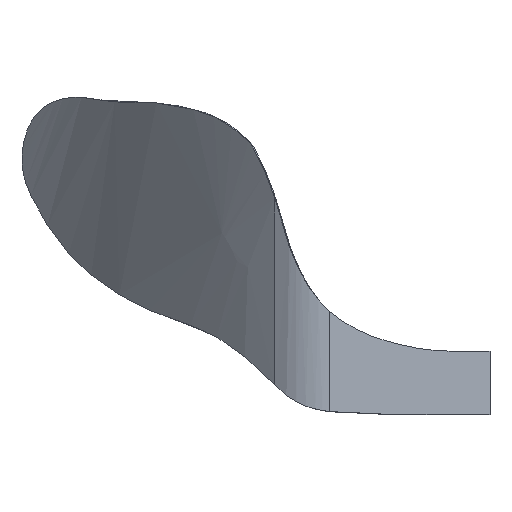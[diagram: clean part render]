
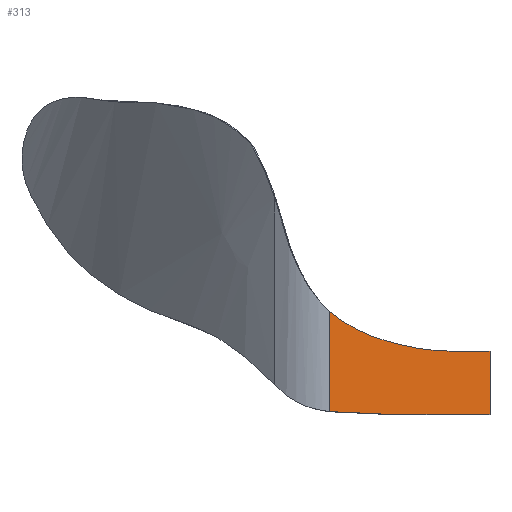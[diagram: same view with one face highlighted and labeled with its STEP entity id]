
A CAD part, top view. The second image highlights one B-rep face of the part: STEP entity #313.
In plain terms, the highlighted planar face has unit normal (0, 0.072, 0.997).
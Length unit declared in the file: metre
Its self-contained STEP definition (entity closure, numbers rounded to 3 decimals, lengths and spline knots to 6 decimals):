
#22=LINE('',#862,#35);
#27=LINE('',#882,#40);
#30=LINE('',#888,#43);
#32=LINE('',#1587,#45);
#35=VECTOR('',#341,1.);
#40=VECTOR('',#348,1.);
#43=VECTOR('',#353,1.);
#45=VECTOR('',#357,1.);
#51=PLANE('',#334);
#118=ORIENTED_EDGE('',*,*,#156,.T.);
#119=ORIENTED_EDGE('',*,*,#163,.T.);
#120=ORIENTED_EDGE('',*,*,#166,.F.);
#121=ORIENTED_EDGE('',*,*,#169,.T.);
#122=ORIENTED_EDGE('',*,*,#185,.F.);
#123=ORIENTED_EDGE('',*,*,#155,.F.);
#124=ORIENTED_EDGE('',*,*,#157,.F.);
#155=EDGE_CURVE('',#197,#195,#228,.F.);
#156=EDGE_CURVE('',#198,#199,#22,.T.);
#157=EDGE_CURVE('',#198,#197,#229,.T.);
#163=EDGE_CURVE('',#199,#203,#27,.T.);
#166=EDGE_CURVE('',#205,#203,#30,.T.);
#169=EDGE_CURVE('',#205,#207,#233,.F.);
#185=EDGE_CURVE('',#195,#207,#32,.F.);
#195=VERTEX_POINT('',#791);
#197=VERTEX_POINT('',#856);
#198=VERTEX_POINT('',#863);
#199=VERTEX_POINT('',#864);
#203=VERTEX_POINT('',#881);
#205=VERTEX_POINT('',#887);
#207=VERTEX_POINT('',#907);
#228=B_SPLINE_CURVE_WITH_KNOTS('',3,(#857,#858,#859,#860),.UNSPECIFIED.,
 .F.,.F.,(4,4),(0.,1.),.UNSPECIFIED.);
#229=B_SPLINE_CURVE_WITH_KNOTS('',3,(#865,#866,#867,#868),.UNSPECIFIED.,
 .F.,.F.,(4,4),(0.,1.),.UNSPECIFIED.);
#233=B_SPLINE_CURVE_WITH_KNOTS('',3,(#908,#909,#910,#911,#912),
 .UNSPECIFIED.,.F.,.F.,(4,1,4),(0.,0.500678,1.),.UNSPECIFIED.);
#263=EDGE_LOOP('',(#118,#119,#120,#121,#122,#123,#124));
#282=FACE_BOUND('',#263,.T.);
#313=ADVANCED_FACE('',(#282),#51,.T.);
#334=AXIS2_PLACEMENT_3D('',#1588,#358,#359);
#341=DIRECTION('',(1.,0.,0.));
#348=DIRECTION('',(0.,0.997,-0.072));
#353=DIRECTION('',(1.,0.,0.));
#357=DIRECTION('',(0.,-0.997,0.072));
#358=DIRECTION('',(0.,0.072,0.997));
#359=DIRECTION('',(0.,-0.997,0.072));
#791=CARTESIAN_POINT('',(-0.1387,-0.686774,-0.151506));
#856=CARTESIAN_POINT('',(-0.086596,-0.689216,-0.151329));
#857=CARTESIAN_POINT('',(-0.186266,-0.662404,-0.153276));
#858=CARTESIAN_POINT('',(-0.159436,-0.691381,-0.151171));
#859=CARTESIAN_POINT('',(-0.1387,-0.689216,-0.151329));
#860=CARTESIAN_POINT('',(-0.034492,-0.689216,-0.151329));
#862=CARTESIAN_POINT('',(-0.034492,-0.689216,-0.151329));
#863=CARTESIAN_POINT('',(-0.034492,-0.689216,-0.151329));
#864=CARTESIAN_POINT('',(0.,-0.689216,-0.151329));
#865=CARTESIAN_POINT('',(-0.034492,-0.689216,-0.151329));
#866=CARTESIAN_POINT('',(-0.05186,-0.689216,-0.151329));
#867=CARTESIAN_POINT('',(-0.069228,-0.689216,-0.151329));
#868=CARTESIAN_POINT('',(-0.086596,-0.689216,-0.151329));
#881=CARTESIAN_POINT('',(0.,-0.634481,-0.155305));
#882=CARTESIAN_POINT('',(0.,-0.689216,-0.151329));
#887=CARTESIAN_POINT('',(-0.034492,-0.634481,-0.155305));
#888=CARTESIAN_POINT('',(-0.034492,-0.634481,-0.155305));
#907=CARTESIAN_POINT('',(-0.1387,-0.600111,-0.157801));
#908=CARTESIAN_POINT('',(-0.186266,-0.500795,-0.165016));
#909=CARTESIAN_POINT('',(-0.177854,-0.529434,-0.162935));
#910=CARTESIAN_POINT('',(-0.158687,-0.618123,-0.156493));
#911=CARTESIAN_POINT('',(-0.059892,-0.634481,-0.155305));
#912=CARTESIAN_POINT('',(-0.034492,-0.634481,-0.155305));
#1587=CARTESIAN_POINT('',(-0.1387,-0.689216,-0.151329));
#1588=CARTESIAN_POINT('',(-0.088973,-0.689216,-0.151329));
